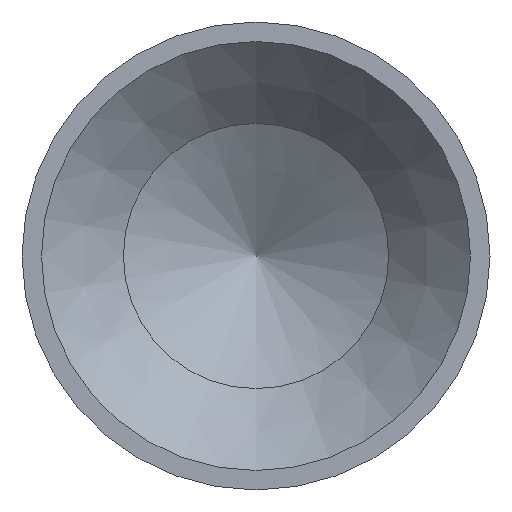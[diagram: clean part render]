
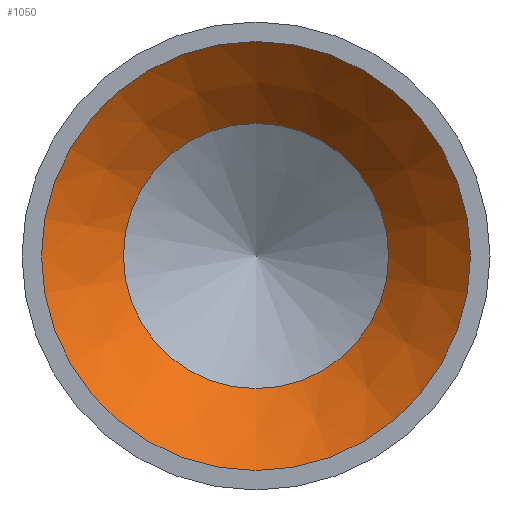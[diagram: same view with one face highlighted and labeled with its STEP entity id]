
A CAD part, front view. The second image highlights one B-rep face of the part: STEP entity #1050.
In plain terms, the highlighted conical face has half-angle 45 degrees and reference radius 5.5 mm.
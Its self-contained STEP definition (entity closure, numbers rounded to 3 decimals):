
#100 = VERTEX_POINT ( 'NONE', #756 ) ;
#145 = FACE_BOUND ( 'NONE', #8058, .T. ) ;
#756 = CARTESIAN_POINT ( 'NONE',  ( 0., 2.1, -3.4 ) ) ;
#776 = AXIS2_PLACEMENT_3D ( 'NONE', #6816, #4823, #1082 ) ;
#1050 = ADVANCED_FACE ( 'NONE', ( #145, #4286 ), #1778, .F. ) ;
#1082 = DIRECTION ( 'NONE',  ( 0., 0., -1. ) ) ;
#1778 = CONICAL_SURFACE ( 'NONE', #11025, 5.5, 0.785 ) ;
#3157 = DIRECTION ( 'NONE',  ( 0., 0., -1. ) ) ;
#3860 = DIRECTION ( 'NONE',  ( 0., 0., -1. ) ) ;
#3896 = CARTESIAN_POINT ( 'NONE',  ( 0., 0., 0. ) ) ;
#4049 = DIRECTION ( 'NONE',  ( 0., -1., 0. ) ) ;
#4286 = FACE_OUTER_BOUND ( 'NONE', #10517, .T. ) ;
#4546 = ORIENTED_EDGE ( 'NONE', *, *, #8601, .T. ) ;
#4786 = DIRECTION ( 'NONE',  ( 0., -1., 0. ) ) ;
#4823 = DIRECTION ( 'NONE',  ( 0., 1., 0. ) ) ;
#4896 = ORIENTED_EDGE ( 'NONE', *, *, #8544, .T. ) ;
#6163 = CIRCLE ( 'NONE', #776, 3.4 ) ;
#6816 = CARTESIAN_POINT ( 'NONE',  ( 0., 2.1, 0. ) ) ;
#7356 = CARTESIAN_POINT ( 'NONE',  ( 0., 0., -5.5 ) ) ;
#8049 = VERTEX_POINT ( 'NONE', #7356 ) ;
#8058 = EDGE_LOOP ( 'NONE', ( #4896 ) ) ;
#8544 = EDGE_CURVE ( 'NONE', #100, #100, #6163, .T. ) ;
#8591 = CARTESIAN_POINT ( 'NONE',  ( 0., 0., 0. ) ) ;
#8601 = EDGE_CURVE ( 'NONE', #8049, #8049, #11118, .T. ) ;
#10046 = AXIS2_PLACEMENT_3D ( 'NONE', #3896, #4786, #3860 ) ;
#10517 = EDGE_LOOP ( 'NONE', ( #4546 ) ) ;
#11025 = AXIS2_PLACEMENT_3D ( 'NONE', #8591, #4049, #3157 ) ;
#11118 = CIRCLE ( 'NONE', #10046, 5.5 ) ;
